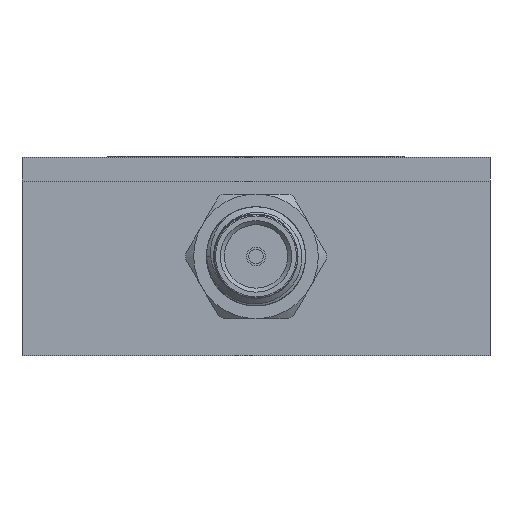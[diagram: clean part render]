
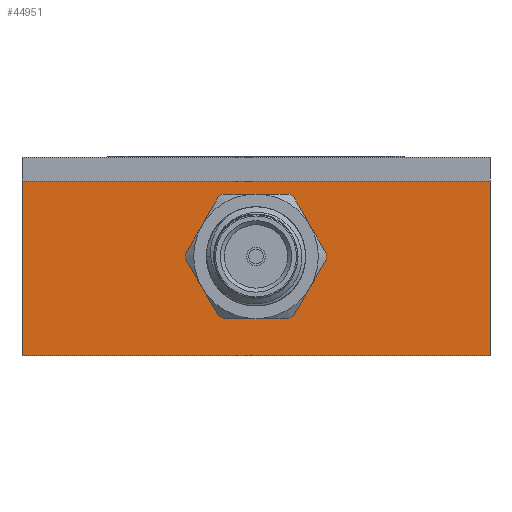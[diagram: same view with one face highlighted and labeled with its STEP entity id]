
A CAD part, left-side view. The second image highlights one B-rep face of the part: STEP entity #44951.
In plain terms, the highlighted planar face has unit normal (-1, 0, 0).
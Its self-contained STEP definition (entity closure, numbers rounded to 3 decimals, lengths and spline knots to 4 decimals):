
#623 = VECTOR ( 'NONE', #21381, 39.3701 ) ;
#2296 = CARTESIAN_POINT ( 'NONE',  ( -0.69, -0.59, -0.25 ) ) ;
#4228 = CARTESIAN_POINT ( 'NONE',  ( -0.69, -0.59, 0.25 ) ) ;
#4375 = LINE ( 'NONE', #30313, #623 ) ;
#5648 = CARTESIAN_POINT ( 'NONE',  ( -0.69, -0.59, -0.25 ) ) ;
#8523 = VERTEX_POINT ( 'NONE', #5648 ) ;
#8721 = VERTEX_POINT ( 'NONE', #44988 ) ;
#9101 = CARTESIAN_POINT ( 'NONE',  ( -0.69, 0.59, 0.25 ) ) ;
#11246 = LINE ( 'NONE', #2296, #37269 ) ;
#12066 = DIRECTION ( 'NONE',  ( 1., 0., 0. ) ) ;
#13950 = EDGE_LOOP ( 'NONE', ( #33229, #23334, #29462, #39635 ) ) ;
#17993 = CARTESIAN_POINT ( 'NONE',  ( -0.69, -0.59, 0.19 ) ) ;
#21381 = DIRECTION ( 'NONE',  ( 0., 0., -1. ) ) ;
#21639 = DIRECTION ( 'NONE',  ( 0., 0., -1. ) ) ;
#21761 = EDGE_CURVE ( 'NONE', #43438, #8523, #11246, .T. ) ;
#22116 = VECTOR ( 'NONE', #21639, 39.3701 ) ;
#23334 = ORIENTED_EDGE ( 'NONE', *, *, #27338, .T. ) ;
#27338 = EDGE_CURVE ( 'NONE', #8721, #33234, #54905, .T. ) ;
#28264 = DIRECTION ( 'NONE',  ( 0., -1., 0. ) ) ;
#28795 = DIRECTION ( 'NONE',  ( 0., 1., 0. ) ) ;
#29462 = ORIENTED_EDGE ( 'NONE', *, *, #48470, .T. ) ;
#29889 = PLANE ( 'NONE',  #36232 ) ;
#30313 = CARTESIAN_POINT ( 'NONE',  ( -0.69, -0.59, 0.25 ) ) ;
#31377 = CARTESIAN_POINT ( 'NONE',  ( -0.69, 0.59, 0.19 ) ) ;
#33229 = ORIENTED_EDGE ( 'NONE', *, *, #51394, .F. ) ;
#33234 = VERTEX_POINT ( 'NONE', #31377 ) ;
#34202 = DIRECTION ( 'NONE',  ( 0., 1., 0. ) ) ;
#36232 = AXIS2_PLACEMENT_3D ( 'NONE', #4228, #12066, #28795 ) ;
#37269 = VECTOR ( 'NONE', #28264, 39.3701 ) ;
#39218 = LINE ( 'NONE', #9101, #22116 ) ;
#39635 = ORIENTED_EDGE ( 'NONE', *, *, #21761, .T. ) ;
#40938 = VECTOR ( 'NONE', #34202, 39.3701 ) ;
#42735 = FACE_OUTER_BOUND ( 'NONE', #13950, .T. ) ;
#43438 = VERTEX_POINT ( 'NONE', #54738 ) ;
#44951 = ADVANCED_FACE ( 'NONE', ( #42735 ), #29889, .F. ) ;
#44988 = CARTESIAN_POINT ( 'NONE',  ( -0.69, -0.59, 0.19 ) ) ;
#48470 = EDGE_CURVE ( 'NONE', #33234, #43438, #39218, .T. ) ;
#51394 = EDGE_CURVE ( 'NONE', #8721, #8523, #4375, .T. ) ;
#54738 = CARTESIAN_POINT ( 'NONE',  ( -0.69, 0.59, -0.25 ) ) ;
#54905 = LINE ( 'NONE', #17993, #40938 ) ;
